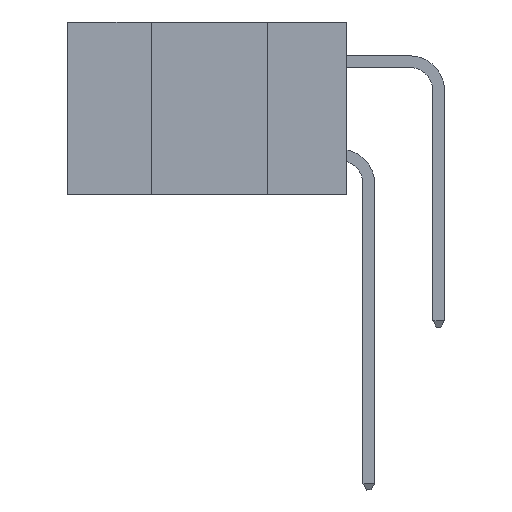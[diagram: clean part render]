
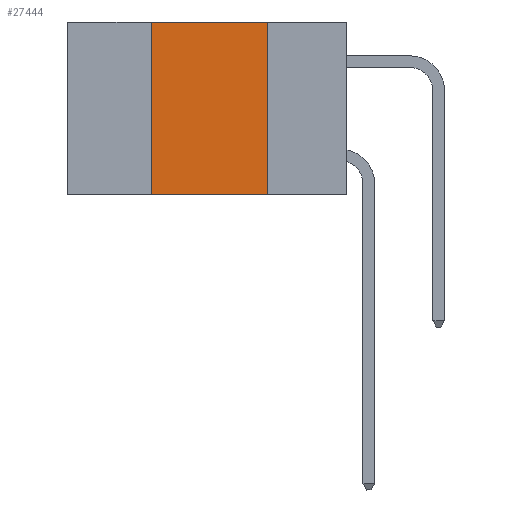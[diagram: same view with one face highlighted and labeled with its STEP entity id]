
A CAD part, left-side view. The second image highlights one B-rep face of the part: STEP entity #27444.
In plain terms, the highlighted planar face has unit normal (-1, 0, 0).
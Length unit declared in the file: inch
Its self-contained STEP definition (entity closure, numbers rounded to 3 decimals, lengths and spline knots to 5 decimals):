
#5460 = EDGE_CURVE ( 'NONE', #14173, #22025, #27422, .T. ) ;
#6732 = CARTESIAN_POINT ( 'NONE',  ( 0., 0.17, -0.37 ) ) ;
#8652 = DIRECTION ( 'NONE',  ( 1., 0., 0. ) ) ;
#9407 = AXIS2_PLACEMENT_3D ( 'NONE', #34861, #8652, #26492 ) ;
#9588 = CARTESIAN_POINT ( 'NONE',  ( 0., 0.42, 0. ) ) ;
#9968 = VECTOR ( 'NONE', #36651, 39.37008 ) ;
#10186 = VECTOR ( 'NONE', #35423, 39.37008 ) ;
#11301 = EDGE_CURVE ( 'NONE', #23734, #29967, #21139, .T. ) ;
#12274 = DIRECTION ( 'NONE',  ( 0., 0., -1. ) ) ;
#13293 = CARTESIAN_POINT ( 'NONE',  ( 0., 0.6, -0.37 ) ) ;
#13544 = CARTESIAN_POINT ( 'NONE',  ( 0., 0.17, 0. ) ) ;
#13569 = ORIENTED_EDGE ( 'NONE', *, *, #5460, .F. ) ;
#14084 = LINE ( 'NONE', #20625, #37715 ) ;
#14173 = VERTEX_POINT ( 'NONE', #13544 ) ;
#15172 = CARTESIAN_POINT ( 'NONE',  ( 0., 0.42, -0.37 ) ) ;
#15841 = ORIENTED_EDGE ( 'NONE', *, *, #11301, .F. ) ;
#20625 = CARTESIAN_POINT ( 'NONE',  ( 0., 0.6, 0. ) ) ;
#21139 = LINE ( 'NONE', #9588, #10186 ) ;
#21145 = CARTESIAN_POINT ( 'NONE',  ( 0., 0.17, 0. ) ) ;
#21700 = EDGE_LOOP ( 'NONE', ( #13569, #25411, #15841, #36956 ) ) ;
#21790 = EDGE_CURVE ( 'NONE', #23734, #22025, #27881, .T. ) ;
#22025 = VERTEX_POINT ( 'NONE', #6732 ) ;
#23036 = PLANE ( 'NONE',  #9407 ) ;
#23734 = VERTEX_POINT ( 'NONE', #15172 ) ;
#25411 = ORIENTED_EDGE ( 'NONE', *, *, #31624, .F. ) ;
#26492 = DIRECTION ( 'NONE',  ( 0., 0., -1. ) ) ;
#27422 = LINE ( 'NONE', #21145, #28858 ) ;
#27444 = ADVANCED_FACE ( 'NONE', ( #37729 ), #23036, .F. ) ;
#27881 = LINE ( 'NONE', #13293, #9968 ) ;
#28858 = VECTOR ( 'NONE', #12274, 39.37008 ) ;
#29967 = VERTEX_POINT ( 'NONE', #32058 ) ;
#31624 = EDGE_CURVE ( 'NONE', #29967, #14173, #14084, .T. ) ;
#32058 = CARTESIAN_POINT ( 'NONE',  ( 0., 0.42, 0. ) ) ;
#32263 = DIRECTION ( 'NONE',  ( 0., -1., 0. ) ) ;
#34861 = CARTESIAN_POINT ( 'NONE',  ( 0., 0.6, 0. ) ) ;
#35423 = DIRECTION ( 'NONE',  ( 0., 0., 1. ) ) ;
#36651 = DIRECTION ( 'NONE',  ( 0., -1., 0. ) ) ;
#36956 = ORIENTED_EDGE ( 'NONE', *, *, #21790, .T. ) ;
#37715 = VECTOR ( 'NONE', #32263, 39.37008 ) ;
#37729 = FACE_OUTER_BOUND ( 'NONE', #21700, .T. ) ;
